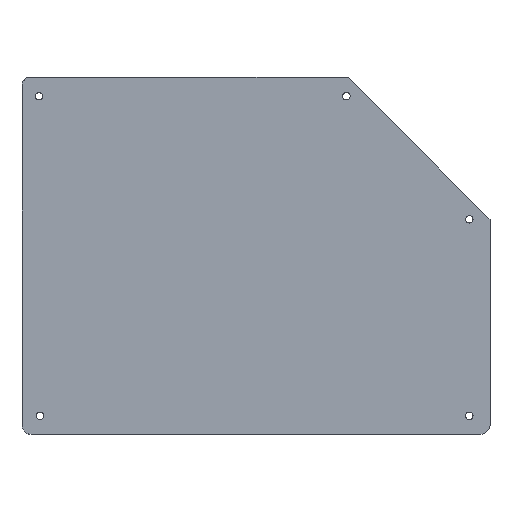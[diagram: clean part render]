
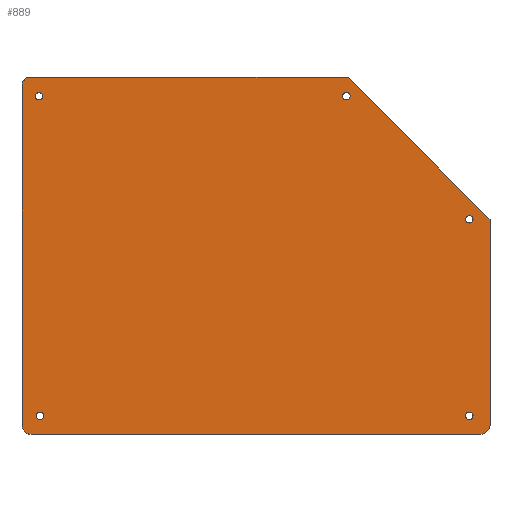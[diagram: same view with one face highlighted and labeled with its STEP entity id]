
A CAD part, top view. The second image highlights one B-rep face of the part: STEP entity #889.
In plain terms, the highlighted planar face has unit normal (0, 0, 1).
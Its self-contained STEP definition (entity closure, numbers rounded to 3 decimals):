
#34=CARTESIAN_POINT('',(41.863,47.09,-11.));
#35=VERTEX_POINT('',#34);
#50=CARTESIAN_POINT('',(42.863,47.09,-11.));
#51=DIRECTION('',(0.,0.,-1.));
#52=DIRECTION('',(-1.,0.,0.));
#53=AXIS2_PLACEMENT_3D('',#50,#51,#52);
#54=CIRCLE('',#53,1.);
#55=EDGE_CURVE('',#35,#35,#54,.T.);
#67=CARTESIAN_POINT('',(74.637,14.294,-11.));
#68=VERTEX_POINT('',#67);
#83=CARTESIAN_POINT('',(75.637,14.294,-11.));
#84=DIRECTION('',(0.,0.,-1.));
#85=DIRECTION('',(-1.,0.,0.));
#86=AXIS2_PLACEMENT_3D('',#83,#84,#85);
#87=CIRCLE('',#86,1.);
#88=EDGE_CURVE('',#68,#68,#87,.T.);
#439=CARTESIAN_POINT('',(43.362,52.107,-11.));
#440=VERTEX_POINT('',#439);
#456=CARTESIAN_POINT('',(-41.575,52.107,-11.));
#457=VERTEX_POINT('',#456);
#465=CARTESIAN_POINT('',(-41.575,52.107,-11.));
#466=DIRECTION('',(1.,0.,0.));
#467=VECTOR('',#466,84.937);
#468=LINE('',#465,#467);
#469=EDGE_CURVE('',#457,#440,#468,.T.);
#479=CARTESIAN_POINT('',(81.154,14.288,-11.));
#480=VERTEX_POINT('',#479);
#489=CARTESIAN_POINT('',(43.362,52.107,-11.));
#490=DIRECTION('',(0.707,-0.707,0.));
#491=VECTOR('',#490,53.465);
#492=LINE('',#489,#491);
#493=EDGE_CURVE('',#440,#480,#492,.T.);
#503=CARTESIAN_POINT('',(81.154,-40.575,-11.));
#504=VERTEX_POINT('',#503);
#521=CARTESIAN_POINT('',(81.154,14.288,-11.));
#522=DIRECTION('',(0.,-1.,0.));
#523=VECTOR('',#522,54.863);
#524=LINE('',#521,#523);
#525=EDGE_CURVE('',#480,#504,#524,.T.);
#549=CARTESIAN_POINT('',(78.396,-43.075,-11.));
#550=VERTEX_POINT('',#549);
#551=CARTESIAN_POINT('',(81.154,-40.575,-11.));
#552=CARTESIAN_POINT('',(81.154,-42.039,-11.));
#553=CARTESIAN_POINT('',(80.012,-43.075,-11.));
#554=CARTESIAN_POINT('',(78.396,-43.075,-11.));
#555=(BOUNDED_CURVE()
B_SPLINE_CURVE(3,(#551,#552,#553,#554),.UNSPECIFIED.,.F.,.F.)
B_SPLINE_CURVE_WITH_KNOTS((4,4),(0.,1.),.UNSPECIFIED.)
CURVE()
GEOMETRIC_REPRESENTATION_ITEM()
RATIONAL_B_SPLINE_CURVE((1.,0.805,0.805,1.))
REPRESENTATION_ITEM(''));
#556=EDGE_CURVE('',#504,#550,#555,.T.);
#572=CARTESIAN_POINT('',(-41.075,-43.075,-11.));
#573=VERTEX_POINT('',#572);
#588=CARTESIAN_POINT('',(78.396,-43.075,-11.));
#589=DIRECTION('',(-1.,0.,0.));
#590=VECTOR('',#589,119.471);
#591=LINE('',#588,#590);
#592=EDGE_CURVE('',#550,#573,#591,.T.);
#602=CARTESIAN_POINT('',(-43.575,-40.575,-11.));
#603=VERTEX_POINT('',#602);
#612=CARTESIAN_POINT('',(-41.075,-40.575,-11.));
#613=DIRECTION('',(0.,0.,-1.));
#614=DIRECTION('',(-1.,0.,0.));
#615=AXIS2_PLACEMENT_3D('',#612,#613,#614);
#616=CIRCLE('',#615,2.5);
#617=EDGE_CURVE('',#573,#603,#616,.T.);
#627=CARTESIAN_POINT('',(-43.575,49.848,-11.));
#628=VERTEX_POINT('',#627);
#646=CARTESIAN_POINT('',(-43.575,-40.575,-11.));
#647=DIRECTION('',(0.,1.,0.));
#648=VECTOR('',#647,90.423);
#649=LINE('',#646,#648);
#650=EDGE_CURVE('',#603,#628,#649,.T.);
#660=CARTESIAN_POINT('',(74.637,-38.075,-11.));
#661=VERTEX_POINT('',#660);
#670=CARTESIAN_POINT('',(75.637,-38.075,-11.));
#671=DIRECTION('',(0.,0.,-1.));
#672=DIRECTION('',(-1.,0.,0.));
#673=AXIS2_PLACEMENT_3D('',#670,#671,#672);
#674=CIRCLE('',#673,1.);
#675=EDGE_CURVE('',#661,#661,#674,.T.);
#685=CARTESIAN_POINT('',(-39.809,-38.075,-11.));
#686=VERTEX_POINT('',#685);
#695=CARTESIAN_POINT('',(-38.809,-38.075,-11.));
#696=DIRECTION('',(0.,0.,-1.));
#697=DIRECTION('',(-1.,0.,0.));
#698=AXIS2_PLACEMENT_3D('',#695,#696,#697);
#699=CIRCLE('',#698,1.);
#700=EDGE_CURVE('',#686,#686,#699,.T.);
#808=CARTESIAN_POINT('',(-43.575,49.848,-11.));
#809=CARTESIAN_POINT('',(-43.575,50.13,-11.));
#810=CARTESIAN_POINT('',(-43.53,50.403,-11.));
#811=CARTESIAN_POINT('',(-43.438,50.668,-11.));
#812=CARTESIAN_POINT('',(-43.393,50.8,-11.));
#813=CARTESIAN_POINT('',(-43.335,50.929,-11.));
#814=CARTESIAN_POINT('',(-43.268,51.05,-11.));
#815=CARTESIAN_POINT('',(-43.2,51.171,-11.));
#816=CARTESIAN_POINT('',(-43.122,51.286,-11.));
#817=CARTESIAN_POINT('',(-43.033,51.393,-11.));
#818=CARTESIAN_POINT('',(-42.943,51.501,-11.));
#819=CARTESIAN_POINT('',(-42.843,51.601,-11.));
#820=CARTESIAN_POINT('',(-42.735,51.688,-11.));
#821=CARTESIAN_POINT('',(-42.627,51.774,-11.));
#822=CARTESIAN_POINT('',(-42.51,51.85,-11.));
#823=CARTESIAN_POINT('',(-42.385,51.913,-11.));
#824=CARTESIAN_POINT('',(-42.133,52.039,-11.));
#825=CARTESIAN_POINT('',(-41.858,52.107,-11.));
#826=CARTESIAN_POINT('',(-41.575,52.107,-11.));
#827=B_SPLINE_CURVE_WITH_KNOTS('',3,(#808,#809,#810,#811,#812,#813,#814,#815,#816,#817,#818,#819,#820,#821,#822,#823,#824,#825,#826),.UNSPECIFIED.,.F.,.F.,(4,3,3,3,3,3,4),(0.,0.001,0.001,0.002,0.002,0.002,0.003),.UNSPECIFIED.);
#828=EDGE_CURVE('',#628,#457,#827,.T.);
#839=CARTESIAN_POINT('',(-40.032,47.09,-11.));
#840=VERTEX_POINT('',#839);
#849=CARTESIAN_POINT('',(-39.032,47.09,-11.));
#850=DIRECTION('',(0.,0.,-1.));
#851=DIRECTION('',(-1.,0.,0.));
#852=AXIS2_PLACEMENT_3D('',#849,#850,#851);
#853=CIRCLE('',#852,1.);
#854=EDGE_CURVE('',#840,#840,#853,.T.);
#859=CARTESIAN_POINT('',(0.,0.,-11.));
#860=DIRECTION('',(0.,0.,-1.));
#861=DIRECTION('',(-1.,0.,0.));
#862=AXIS2_PLACEMENT_3D('',#859,#860,#861);
#863=PLANE('',#862);
#864=ORIENTED_EDGE('',*,*,#55,.T.);
#865=EDGE_LOOP('',(#864));
#866=FACE_BOUND('',#865,.T.);
#867=ORIENTED_EDGE('',*,*,#88,.T.);
#868=EDGE_LOOP('',(#867));
#869=FACE_BOUND('',#868,.T.);
#870=ORIENTED_EDGE('',*,*,#469,.F.);
#871=ORIENTED_EDGE('',*,*,#828,.F.);
#872=ORIENTED_EDGE('',*,*,#650,.F.);
#873=ORIENTED_EDGE('',*,*,#617,.F.);
#874=ORIENTED_EDGE('',*,*,#592,.F.);
#875=ORIENTED_EDGE('',*,*,#556,.F.);
#876=ORIENTED_EDGE('',*,*,#525,.F.);
#877=ORIENTED_EDGE('',*,*,#493,.F.);
#878=EDGE_LOOP('',(#870,#871,#872,#873,#874,#875,#876,#877));
#879=FACE_BOUND('',#878,.T.);
#880=ORIENTED_EDGE('',*,*,#700,.T.);
#881=EDGE_LOOP('',(#880));
#882=FACE_BOUND('',#881,.T.);
#883=ORIENTED_EDGE('',*,*,#675,.T.);
#884=EDGE_LOOP('',(#883));
#885=FACE_BOUND('',#884,.T.);
#886=ORIENTED_EDGE('',*,*,#854,.T.);
#887=EDGE_LOOP('',(#886));
#888=FACE_BOUND('',#887,.T.);
#889=ADVANCED_FACE('',(#866,#869,#879,#882,#885,#888),#863,.F.);
